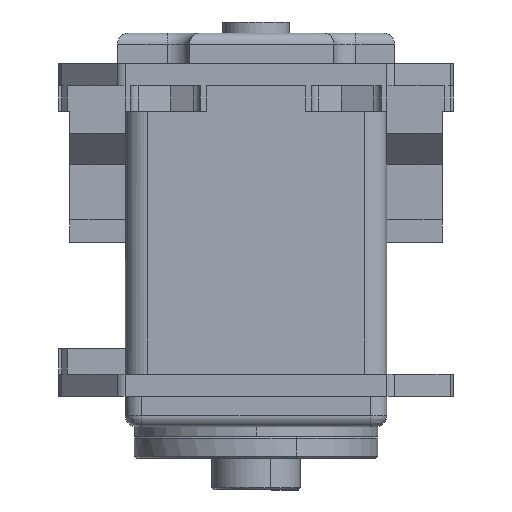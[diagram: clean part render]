
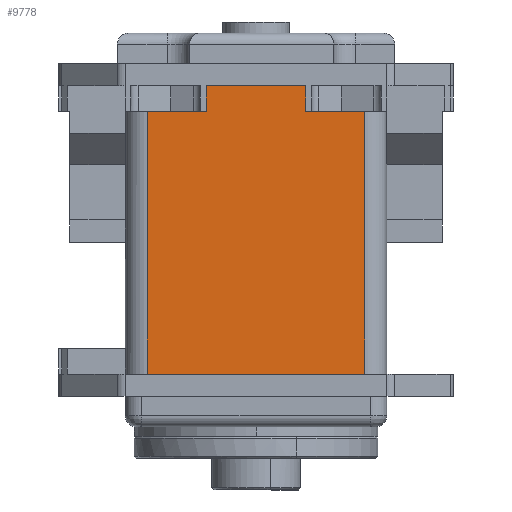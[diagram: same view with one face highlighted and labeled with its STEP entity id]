
A CAD part, front view. The second image highlights one B-rep face of the part: STEP entity #9778.
In plain terms, the highlighted planar face has unit normal (0, -1, 0).
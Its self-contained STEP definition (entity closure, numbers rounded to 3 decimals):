
#6126=CARTESIAN_POINT('Vertex',(9.786,-19.7,-26.)) ;
#6129=CARTESIAN_POINT('Line Origine',(0.,-19.7,-26.)) ;
#6133=CARTESIAN_POINT('Vertex',(-9.786,-19.7,-26.)) ;
#9668=CARTESIAN_POINT('Vertex',(9.786,-19.7,-2.3)) ;
#9673=CARTESIAN_POINT('Line Origine',(9.786,-19.7,-26.)) ;
#9707=CARTESIAN_POINT('Axis2P3D Location',(-11.786,-19.7,-26.)) ;
#9712=CARTESIAN_POINT('Line Origine',(-4.5,-19.7,-1.15)) ;
#9716=CARTESIAN_POINT('Vertex',(-4.5,-19.7,-2.3)) ;
#9718=CARTESIAN_POINT('Vertex',(-4.5,-19.7,0.)) ;
#9721=CARTESIAN_POINT('Line Origine',(-6.099,-19.7,-2.3)) ;
#9725=CARTESIAN_POINT('Vertex',(-7.698,-19.7,-2.3)) ;
#9728=CARTESIAN_POINT('Line Origine',(-8.742,-19.7,-2.3)) ;
#9732=CARTESIAN_POINT('Vertex',(-9.786,-19.7,-2.3)) ;
#9735=CARTESIAN_POINT('Line Origine',(-9.786,-19.7,-14.15)) ;
#9740=CARTESIAN_POINT('Line Origine',(8.742,-19.7,-2.3)) ;
#9744=CARTESIAN_POINT('Vertex',(7.698,-19.7,-2.3)) ;
#9747=CARTESIAN_POINT('Line Origine',(6.099,-19.7,-2.3)) ;
#9751=CARTESIAN_POINT('Vertex',(4.5,-19.7,-2.3)) ;
#9754=CARTESIAN_POINT('Line Origine',(4.5,-19.7,-1.15)) ;
#9758=CARTESIAN_POINT('Vertex',(4.5,-19.7,0.)) ;
#9761=CARTESIAN_POINT('Line Origine',(0.,-19.7,0.)) ;
#6130=DIRECTION('Vector Direction',(-1.,0.,0.)) ;
#9674=DIRECTION('Vector Direction',(0.,0.,1.)) ;
#9708=DIRECTION('Axis2P3D Direction',(0.,1.,0.)) ;
#9709=DIRECTION('Axis2P3D XDirection',(-1.,0.,0.)) ;
#9713=DIRECTION('Vector Direction',(0.,0.,1.)) ;
#9722=DIRECTION('Vector Direction',(-1.,0.,0.)) ;
#9729=DIRECTION('Vector Direction',(-1.,0.,0.)) ;
#9736=DIRECTION('Vector Direction',(0.,0.,-1.)) ;
#9741=DIRECTION('Vector Direction',(1.,0.,0.)) ;
#9748=DIRECTION('Vector Direction',(1.,0.,0.)) ;
#9755=DIRECTION('Vector Direction',(0.,0.,1.)) ;
#9762=DIRECTION('Vector Direction',(-1.,0.,0.)) ;
#9710=AXIS2_PLACEMENT_3D('Plane Axis2P3D',#9707,#9708,#9709) ;
#9767=ORIENTED_EDGE('',*,*,#9720,.F.) ;
#9768=ORIENTED_EDGE('',*,*,#9727,.T.) ;
#9769=ORIENTED_EDGE('',*,*,#9734,.T.) ;
#9770=ORIENTED_EDGE('',*,*,#9739,.T.) ;
#9771=ORIENTED_EDGE('',*,*,#6135,.F.) ;
#9772=ORIENTED_EDGE('',*,*,#9677,.T.) ;
#9773=ORIENTED_EDGE('',*,*,#9746,.F.) ;
#9774=ORIENTED_EDGE('',*,*,#9753,.F.) ;
#9775=ORIENTED_EDGE('',*,*,#9760,.T.) ;
#9776=ORIENTED_EDGE('',*,*,#9765,.T.) ;
#6131=VECTOR('Line Direction',#6130,1.) ;
#9675=VECTOR('Line Direction',#9674,1.) ;
#9714=VECTOR('Line Direction',#9713,1.) ;
#9723=VECTOR('Line Direction',#9722,1.) ;
#9730=VECTOR('Line Direction',#9729,1.) ;
#9737=VECTOR('Line Direction',#9736,1.) ;
#9742=VECTOR('Line Direction',#9741,1.) ;
#9749=VECTOR('Line Direction',#9748,1.) ;
#9756=VECTOR('Line Direction',#9755,1.) ;
#9763=VECTOR('Line Direction',#9762,1.) ;
#9778=ADVANCED_FACE('Cut-Extrude7',(#9777),#9711,.F.) ;
#6135=EDGE_CURVE('',#6127,#6134,#6132,.T.) ;
#9677=EDGE_CURVE('',#6127,#9669,#9676,.T.) ;
#9720=EDGE_CURVE('',#9717,#9719,#9715,.T.) ;
#9727=EDGE_CURVE('',#9717,#9726,#9724,.T.) ;
#9734=EDGE_CURVE('',#9726,#9733,#9731,.T.) ;
#9739=EDGE_CURVE('',#9733,#6134,#9738,.T.) ;
#9746=EDGE_CURVE('',#9745,#9669,#9743,.T.) ;
#9753=EDGE_CURVE('',#9752,#9745,#9750,.T.) ;
#9760=EDGE_CURVE('',#9752,#9759,#9757,.T.) ;
#9765=EDGE_CURVE('',#9759,#9719,#9764,.T.) ;
#9766=EDGE_LOOP('',(#9767,#9768,#9769,#9770,#9771,#9772,#9773,#9774,#9775,#9776)) ;
#9777=FACE_OUTER_BOUND('',#9766,.T.) ;
#6132=LINE('Line',#6129,#6131) ;
#9676=LINE('Line',#9673,#9675) ;
#9715=LINE('Line',#9712,#9714) ;
#9724=LINE('Line',#9721,#9723) ;
#9731=LINE('Line',#9728,#9730) ;
#9738=LINE('Line',#9735,#9737) ;
#9743=LINE('Line',#9740,#9742) ;
#9750=LINE('Line',#9747,#9749) ;
#9757=LINE('Line',#9754,#9756) ;
#9764=LINE('Line',#9761,#9763) ;
#9711=PLANE('Plane',#9710) ;
#6127=VERTEX_POINT('',#6126) ;
#6134=VERTEX_POINT('',#6133) ;
#9669=VERTEX_POINT('',#9668) ;
#9717=VERTEX_POINT('',#9716) ;
#9719=VERTEX_POINT('',#9718) ;
#9726=VERTEX_POINT('',#9725) ;
#9733=VERTEX_POINT('',#9732) ;
#9745=VERTEX_POINT('',#9744) ;
#9752=VERTEX_POINT('',#9751) ;
#9759=VERTEX_POINT('',#9758) ;
